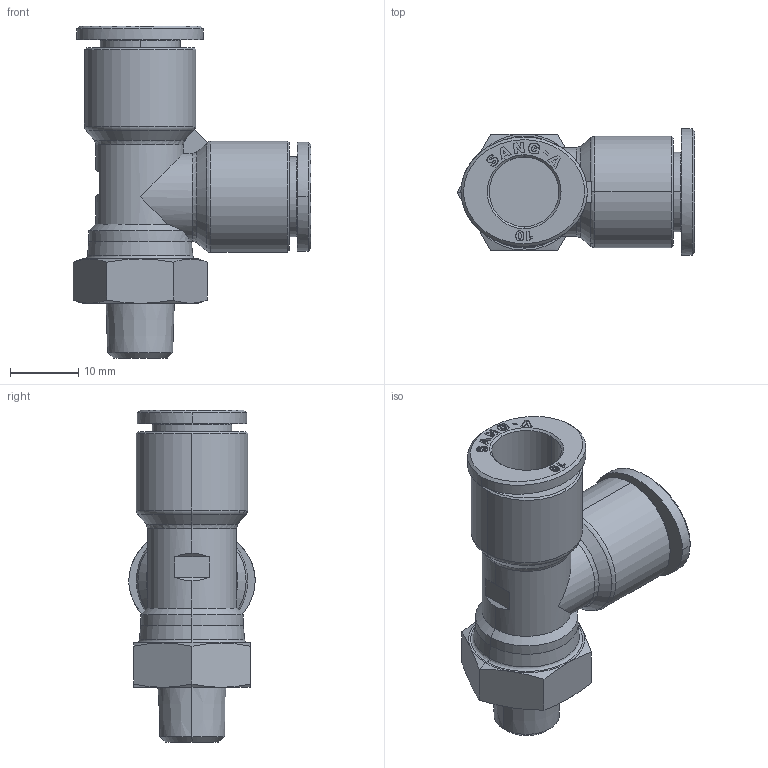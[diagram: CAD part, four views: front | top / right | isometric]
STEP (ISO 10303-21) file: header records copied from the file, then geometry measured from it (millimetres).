
FILE_DESCRIPTION((''),'2;1');
FILE_NAME('GPST 1001(3D).stp','2012-12-26T18:05:28',(''),(''),'Mechanical Desktop.R8.0.24.0','Mechanical Desktop.R8.0.24.0',', , ');
FILE_SCHEMA(('CONFIG_CONTROL_DESIGN'));
Length unit declared in the file: millimetre
Products named in the file (2): GPST 1001(3D); ºÎÇ°1
Assembly tree (1 placements, depth 2):
  GPST 1001(3D)
    ºÎÇ°1
Bounding box: 34.81 x 18.5 x 48.6 mm (x, y, z)
Volume: 8321.5 mm3; surface area: 5685.9 mm2
Topology: 1 solids, 1 shells, 869 faces, 2469 edges, 1631 vertices
Faces by surface type: plane 779, cone 42, cylinder 22, bspline 22, torus 4
Entity records: 28882 total; most frequent: CARTESIAN_POINT 6347, ORIENTED_EDGE 4934, DIRECTION 4197, EDGE_CURVE 2467, VECTOR 2271, LINE 2271, VERTEX_POINT 1631, AXIS2_PLACEMENT_3D 963
